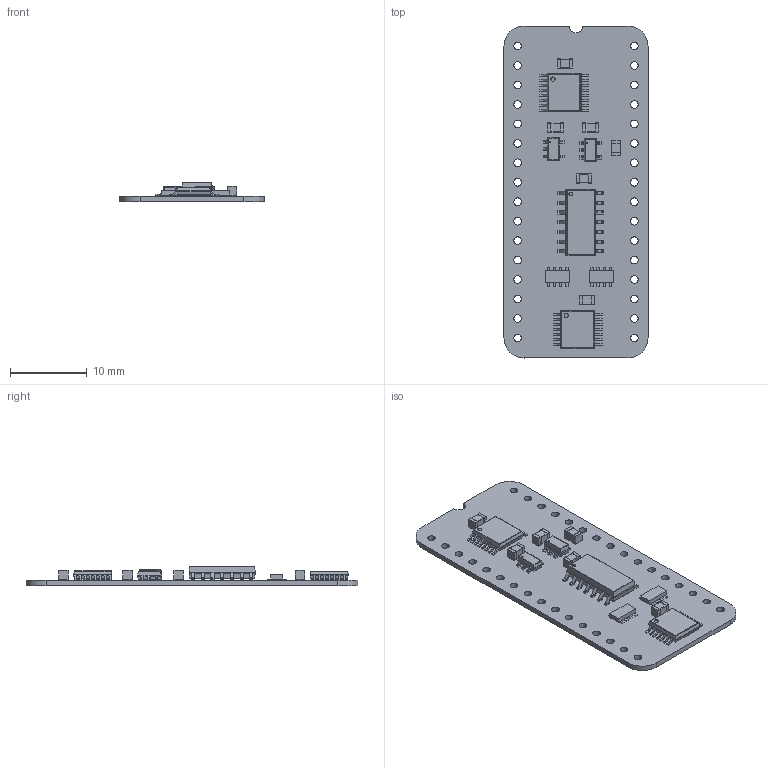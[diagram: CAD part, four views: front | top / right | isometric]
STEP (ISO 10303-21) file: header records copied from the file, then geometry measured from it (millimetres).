
FILE_DESCRIPTION(('KiCad electronic assembly'),'2;1');
FILE_NAME('Main Memory Enable.step','2024-09-09T15:41:24',('Pcbnew'),( 'Kicad'),'Open CASCADE STEP processor 7.8','KiCad to STEP converter' ,'Unknown');
FILE_SCHEMA(('AUTOMOTIVE_DESIGN { 1 0 10303 214 1 1 1 1 }'));
Length unit declared in the file: millimetre
Products named in the file (16): Main Memory Enable 1; C_0805_2012Metric; CAY16-470J4LF; ASSEMBLY; AP7365-33WG-7; MC74ACT86DG; 74LVC74APW,118; 74VHC165FT; M74VHC1G126DTT1G; Main Memory Enable_PCB
Assembly tree (21 placements, depth 3):
  Main Memory Enable 1
    C_0805_2012Metric  x6
      C_0805_2012Metric
    CAY16-470J4LF  x2
      ASSEMBLY
    AP7365-33WG-7
      ASSEMBLY
    MC74ACT86DG
      ASSEMBLY
    74LVC74APW,118
      ASSEMBLY
    74VHC165FT
      ASSEMBLY
    M74VHC1G126DTT1G
      ASSEMBLY
    Main Memory Enable_PCB
Bounding box: 18.8 x 43.33 x 2.5 mm (x, y, z)
Volume: 680.8 mm3; surface area: 2168 mm2
Topology: 84 solids, 84 shells, 1142 faces, 2791 edges, 1834 vertices
Faces by surface type: plane 826, cylinder 316
Full cylindrical faces by diameter (mm): 0.188 x1, 0.2 x1, 0.487 x1, 0.55 x2, 1 x32
Entity records: 28246 total; most frequent: CARTESIAN_POINT 4815, DIRECTION 4735, ORIENTED_EDGE 4646, EDGE_CURVE 2323, LINE 1851, VECTOR 1851, VERTEX_POINT 1522, AXIS2_PLACEMENT_3D 1442
